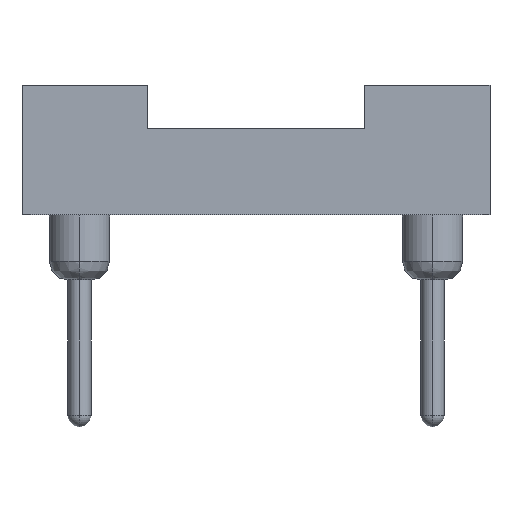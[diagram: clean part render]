
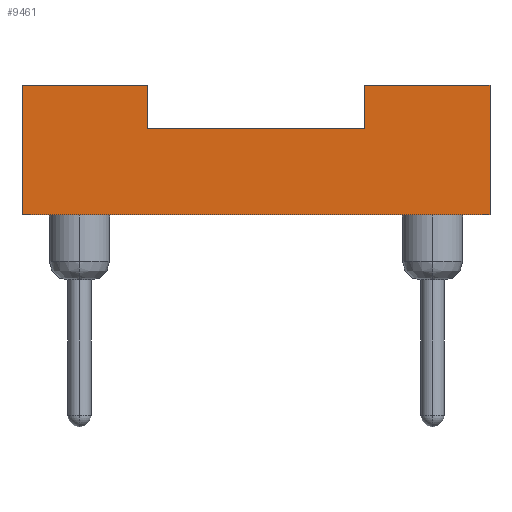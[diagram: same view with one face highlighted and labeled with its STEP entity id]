
A CAD part, front view. The second image highlights one B-rep face of the part: STEP entity #9461.
In plain terms, the highlighted planar face has unit normal (0, -1, 0).
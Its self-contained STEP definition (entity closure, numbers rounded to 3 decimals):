
#8967=CARTESIAN_POINT('',(2.35,-10.16,3.27));
#8968=VERTEX_POINT('',#8967);
#8999=CARTESIAN_POINT('',(-2.35,-10.16,3.27));
#9000=VERTEX_POINT('',#8999);
#9007=CARTESIAN_POINT('',(-2.35,-10.16,3.27));
#9008=DIRECTION('',(1.0,0.0,0.0));
#9009=VECTOR('',#9008,4.7);
#9010=LINE('',#9007,#9009);
#9011=EDGE_CURVE('',#9000,#8968,#9010,.T.);
#9039=CARTESIAN_POINT('',(5.05,-10.16,1.4));
#9040=VERTEX_POINT('',#9039);
#9047=CARTESIAN_POINT('',(-5.05,-10.16,1.4));
#9048=VERTEX_POINT('',#9047);
#9049=CARTESIAN_POINT('',(5.05,-10.16,1.4));
#9050=DIRECTION('',(-1.0,0.0,0.0));
#9051=VECTOR('',#9050,10.1);
#9052=LINE('',#9049,#9051);
#9053=EDGE_CURVE('',#9040,#9048,#9052,.T.);
#9183=CARTESIAN_POINT('',(5.05,-10.16,4.2));
#9184=VERTEX_POINT('',#9183);
#9191=CARTESIAN_POINT('',(5.05,-10.16,1.4));
#9192=DIRECTION('',(0.0,0.0,1.0));
#9193=VECTOR('',#9192,2.8);
#9194=LINE('',#9191,#9193);
#9195=EDGE_CURVE('',#9040,#9184,#9194,.T.);
#9215=CARTESIAN_POINT('',(-5.05,-10.16,4.2));
#9216=VERTEX_POINT('',#9215);
#9217=CARTESIAN_POINT('',(-5.05,-10.16,1.4));
#9218=DIRECTION('',(0.0,0.0,1.0));
#9219=VECTOR('',#9218,2.8);
#9220=LINE('',#9217,#9219);
#9221=EDGE_CURVE('',#9048,#9216,#9220,.T.);
#9246=CARTESIAN_POINT('',(-2.35,-10.16,4.2));
#9247=VERTEX_POINT('',#9246);
#9248=CARTESIAN_POINT('',(-2.35,-10.16,4.2));
#9249=DIRECTION('',(-1.0,0.0,0.0));
#9250=VECTOR('',#9249,2.7);
#9251=LINE('',#9248,#9250);
#9252=EDGE_CURVE('',#9247,#9216,#9251,.T.);
#9285=CARTESIAN_POINT('',(-2.35,-10.16,3.27));
#9286=DIRECTION('',(0.0,0.0,1.0));
#9287=VECTOR('',#9286,0.93);
#9288=LINE('',#9285,#9287);
#9289=EDGE_CURVE('',#9000,#9247,#9288,.T.);
#9313=CARTESIAN_POINT('',(2.35,-10.16,4.2));
#9314=VERTEX_POINT('',#9313);
#9315=CARTESIAN_POINT('',(2.35,-10.16,3.27));
#9316=DIRECTION('',(0.0,0.0,1.0));
#9317=VECTOR('',#9316,0.93);
#9318=LINE('',#9315,#9317);
#9319=EDGE_CURVE('',#8968,#9314,#9318,.T.);
#9342=CARTESIAN_POINT('',(5.05,-10.16,4.2));
#9343=DIRECTION('',(-1.0,0.0,0.0));
#9344=VECTOR('',#9343,2.7);
#9345=LINE('',#9342,#9344);
#9346=EDGE_CURVE('',#9184,#9314,#9345,.T.);
#9446=CARTESIAN_POINT('',(5.05,-10.16,1.4));
#9447=DIRECTION('',(0.0,-1.0,0.0));
#9448=DIRECTION('',(0.0,0.0,-1.0));
#9449=AXIS2_PLACEMENT_3D('',#9446,#9447,#9448);
#9450=PLANE('',#9449);
#9451=ORIENTED_EDGE('',*,*,#9346,.T.);
#9452=ORIENTED_EDGE('',*,*,#9319,.F.);
#9453=ORIENTED_EDGE('',*,*,#9011,.F.);
#9454=ORIENTED_EDGE('',*,*,#9289,.T.);
#9455=ORIENTED_EDGE('',*,*,#9252,.T.);
#9456=ORIENTED_EDGE('',*,*,#9221,.F.);
#9457=ORIENTED_EDGE('',*,*,#9053,.F.);
#9458=ORIENTED_EDGE('',*,*,#9195,.T.);
#9459=EDGE_LOOP('',(#9451,#9452,#9453,#9454,#9455,#9456,#9457,#9458));
#9460=FACE_OUTER_BOUND('',#9459,.T.);
#9461=ADVANCED_FACE('',(#9460),#9450,.T.);
